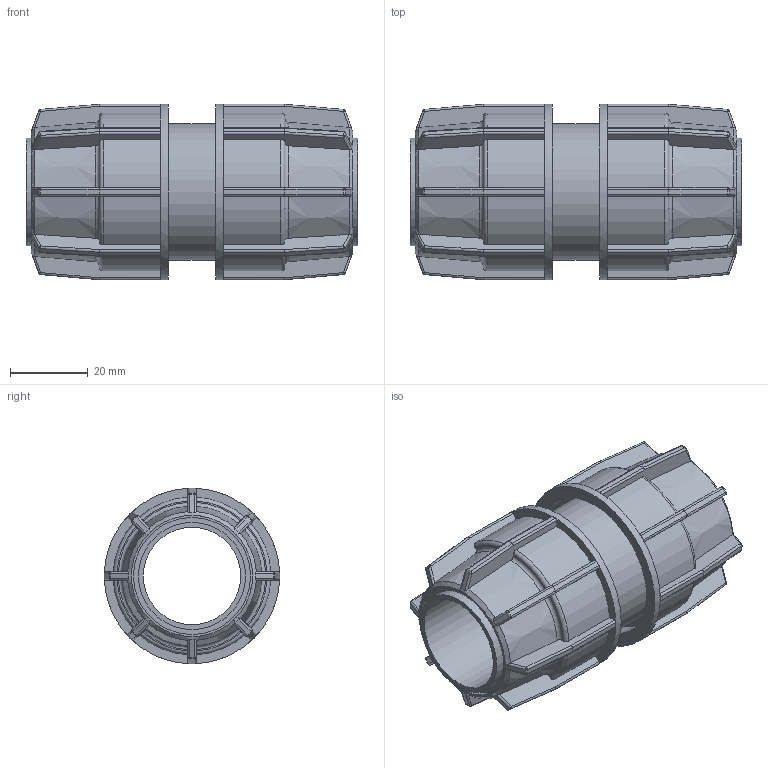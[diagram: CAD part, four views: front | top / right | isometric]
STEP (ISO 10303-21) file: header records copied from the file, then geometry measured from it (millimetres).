
FILE_DESCRIPTION(/* description */ ('PLASSON IRRIFIT COUPLER 25-25'),/* implementation_level */ '2;1');
FILE_NAME(/* name */ '040107025.ipt.stp',/* time_stamp */ '2018-04-09T12:59:31+03:00',/* author */ ('KIM'),/* organization */ (''),/* preprocessor_version */ 'ST-DEVELOPER v15.6',/* originating_system */ 'Autodesk Inventor 2015',/* authorisation */ '');
FILE_SCHEMA (('AUTOMOTIVE_DESIGN { 1 0 10303 214 3 1 1 }'));
Length unit declared in the file: millimetre
Products named in the file (1): 040107025
Bounding box: 85 x 45 x 45 mm (x, y, z)
Volume: 52397.1 mm3; surface area: 25320.8 mm2
Topology: 1 solids, 1 shells, 522 faces, 1241 edges, 714 vertices
Faces by surface type: plane 236, cylinder 156, sphere 64, torus 34, bspline 16, cone 16
Full cylindrical faces by diameter (mm): 25 x1, 27.5 x2, 30 x2, 35 x1, 38.25 x2, 42.75 x2, 45 x2
Entity records: 15840 total; most frequent: CARTESIAN_POINT 4487, ORIENTED_EDGE 2380, DIRECTION 2354, EDGE_CURVE 1190, AXIS2_PLACEMENT_3D 945, VERTEX_POINT 694, EDGE_LOOP 548, FACE_OUTER_BOUND 522
